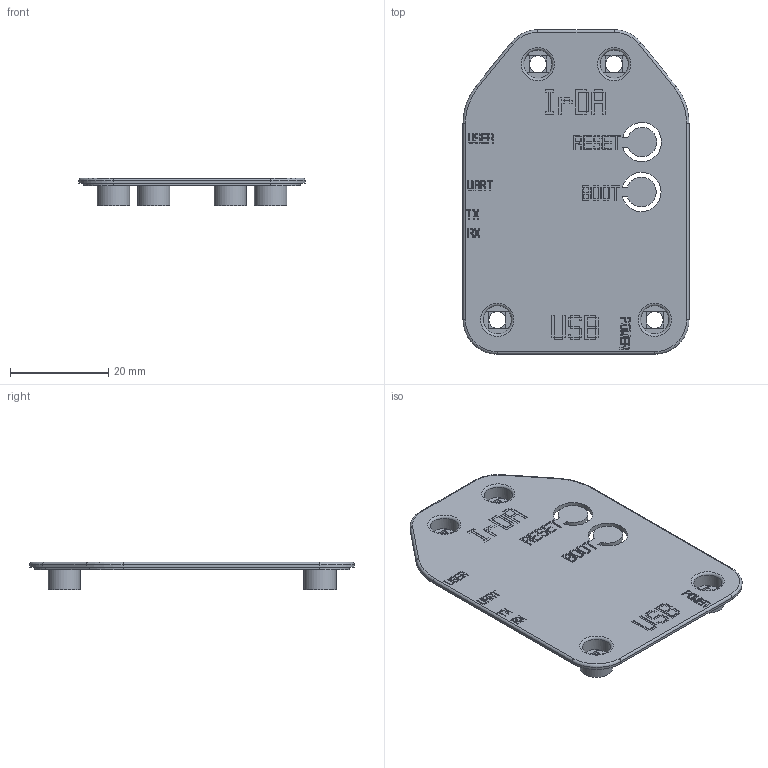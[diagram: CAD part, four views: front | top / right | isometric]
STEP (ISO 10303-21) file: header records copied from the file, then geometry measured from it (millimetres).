
FILE_DESCRIPTION(('FreeCAD Model'),'2;1');
FILE_NAME('Open CASCADE Shape Model','2025-10-04T21:00:16',(''),(''), 'Open CASCADE STEP processor 7.8','FreeCAD','Unknown');
FILE_SCHEMA(('AUTOMOTIVE_DESIGN { 1 0 10303 214 1 1 1 1 }'));
Length unit declared in the file: millimetre
Products named in the file (1): Lid
Bounding box: 46 x 66 x 5.58 mm (x, y, z)
Volume: 3068.7 mm3; surface area: 6708.9 mm2
Topology: 1 solids, 1 shells, 798 faces, 2015 edges, 1322 vertices
Faces by surface type: plane 748, cylinder 40, torus 10
Full cylindrical faces by diameter (mm): 3.4 x4, 5.75 x4, 6.5 x2, 6.628 x2
Entity records: 23539 total; most frequent: CARTESIAN_POINT 4140, ORIENTED_EDGE 4044, DIRECTION 3731, EDGE_CURVE 2015, LINE 1889, VECTOR 1889, VERTEX_POINT 1322, AXIS2_PLACEMENT_3D 921
